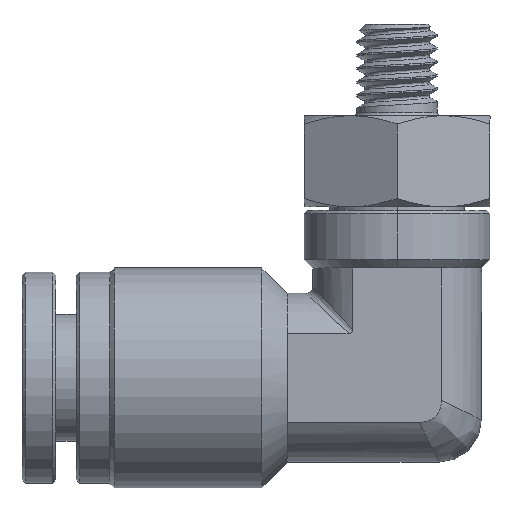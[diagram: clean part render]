
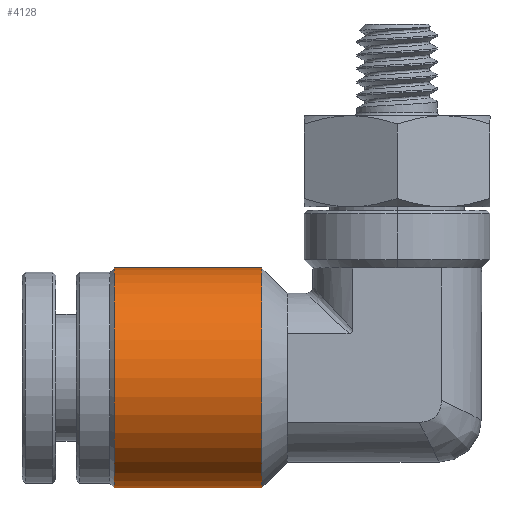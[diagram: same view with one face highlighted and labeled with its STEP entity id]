
A CAD part, left-side view. The second image highlights one B-rep face of the part: STEP entity #4128.
In plain terms, the highlighted cylindrical face has radius 6.5 mm (diameter 13 mm), a partial arc.
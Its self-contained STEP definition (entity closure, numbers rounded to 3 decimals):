
#120 = ORIENTED_EDGE ( 'NONE', *, *, #16204, .T. ) ;
#594 = LINE ( 'NONE', #20055, #9327 ) ;
#817 = AXIS2_PLACEMENT_3D ( 'NONE', #19786, #9342, #21526 ) ;
#1906 = CARTESIAN_POINT ( 'NONE',  ( 0., 7.093, 6.5 ) ) ;
#4070 = ORIENTED_EDGE ( 'NONE', *, *, #15291, .F. ) ;
#4128 = ADVANCED_FACE ( 'NONE', ( #19615 ), #13320, .T. ) ;
#4456 = VERTEX_POINT ( 'NONE', #19337 ) ;
#6153 = CARTESIAN_POINT ( 'NONE',  ( 0., 7.093, 0. ) ) ;
#7180 = CARTESIAN_POINT ( 'NONE',  ( 0., 4.843, 0. ) ) ;
#8808 = AXIS2_PLACEMENT_3D ( 'NONE', #6153, #21763, #14921 ) ;
#8920 = DIRECTION ( 'NONE',  ( 0., 0., 1. ) ) ;
#9014 = ORIENTED_EDGE ( 'NONE', *, *, #20381, .T. ) ;
#9327 = VECTOR ( 'NONE', #21803, 1000. ) ;
#9342 = DIRECTION ( 'NONE',  ( 0., 1., 0. ) ) ;
#9504 = LINE ( 'NONE', #1906, #18778 ) ;
#9653 = VERTEX_POINT ( 'NONE', #15348 ) ;
#11709 = CIRCLE ( 'NONE', #20857, 6.5 ) ;
#13239 = VERTEX_POINT ( 'NONE', #19709 ) ;
#13320 = CYLINDRICAL_SURFACE ( 'NONE', #8808, 6.5 ) ;
#14101 = DIRECTION ( 'NONE',  ( 0., -1., 0. ) ) ;
#14915 = EDGE_LOOP ( 'NONE', ( #4070, #15848, #120, #9014 ) ) ;
#14921 = DIRECTION ( 'NONE',  ( 0., 0., -1. ) ) ;
#15212 = CARTESIAN_POINT ( 'NONE',  ( 0., -3.907, -6.5 ) ) ;
#15291 = EDGE_CURVE ( 'NONE', #9653, #13239, #9504, .T. ) ;
#15348 = CARTESIAN_POINT ( 'NONE',  ( 0., 4.843, 6.5 ) ) ;
#15728 = VERTEX_POINT ( 'NONE', #15212 ) ;
#15848 = ORIENTED_EDGE ( 'NONE', *, *, #21437, .T. ) ;
#16204 = EDGE_CURVE ( 'NONE', #4456, #15728, #594, .T. ) ;
#18778 = VECTOR ( 'NONE', #14101, 1000. ) ;
#18858 = CIRCLE ( 'NONE', #817, 6.5 ) ;
#19337 = CARTESIAN_POINT ( 'NONE',  ( 0., 4.843, -6.5 ) ) ;
#19360 = DIRECTION ( 'NONE',  ( 0., -1., 0. ) ) ;
#19615 = FACE_OUTER_BOUND ( 'NONE', #14915, .T. ) ;
#19709 = CARTESIAN_POINT ( 'NONE',  ( 0., -3.907, 6.5 ) ) ;
#19786 = CARTESIAN_POINT ( 'NONE',  ( 0., -3.907, 0. ) ) ;
#20055 = CARTESIAN_POINT ( 'NONE',  ( 0., 7.093, -6.5 ) ) ;
#20381 = EDGE_CURVE ( 'NONE', #15728, #13239, #18858, .T. ) ;
#20857 = AXIS2_PLACEMENT_3D ( 'NONE', #7180, #19360, #8920 ) ;
#21437 = EDGE_CURVE ( 'NONE', #9653, #4456, #11709, .T. ) ;
#21526 = DIRECTION ( 'NONE',  ( 0., 0., 1. ) ) ;
#21763 = DIRECTION ( 'NONE',  ( 0., -1., 0. ) ) ;
#21803 = DIRECTION ( 'NONE',  ( 0., -1., 0. ) ) ;
